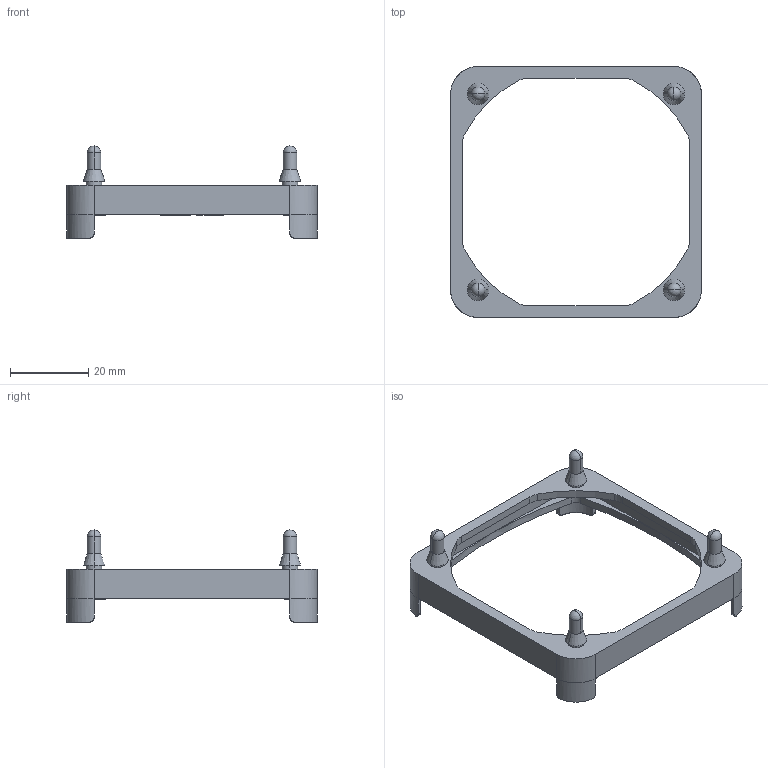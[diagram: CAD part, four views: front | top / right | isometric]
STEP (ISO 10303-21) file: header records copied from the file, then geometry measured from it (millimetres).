
FILE_DESCRIPTION((''),'2;1');
FILE_NAME('SLM-60-30-10.stp','2005-12-08T00:42:22',(''),(''),'Mechanical Desktop.R8.0.24.0','Mechanical Desktop.R8.0.24.0',', , ');
FILE_SCHEMA(('CONFIG_CONTROL_DESIGN'));
Length unit declared in the file: millimetre
Products named in the file (2): SLM-60-30-10 OVA; SLM-60-30-10 OV
Assembly tree (1 placements, depth 2):
  SLM-60-30-10 OVA
    SLM-60-30-10 OV
Bounding box: 64 x 64 x 23.5 mm (x, y, z)
Volume: 5977.3 mm3; surface area: 7160.2 mm2
Topology: 1 solids, 1 shells, 1192 faces, 3324 edges, 2183 vertices
Faces by surface type: bspline 749, plane 300, cylinder 107, sphere 24, cone 8, torus 4
Entity records: 43986 total; most frequent: CARTESIAN_POINT 18490, ORIENTED_EDGE 6584, EDGE_CURVE 3292, DIRECTION 2915, VERTEX_POINT 2175, VECTOR 1531, LINE 1531, B_SPLINE_CURVE_WITH_KNOTS 1514
